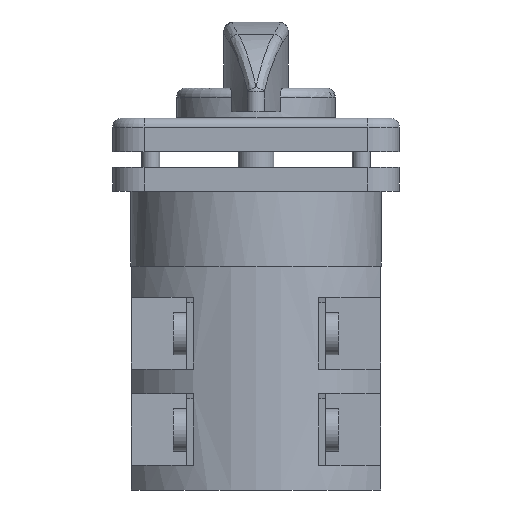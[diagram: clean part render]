
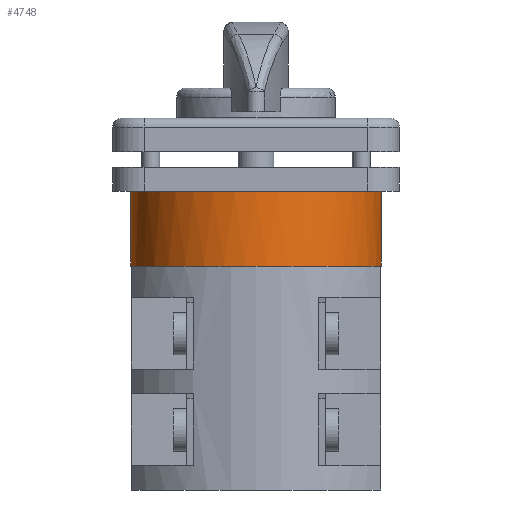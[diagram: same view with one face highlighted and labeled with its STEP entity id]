
A CAD part, front view. The second image highlights one B-rep face of the part: STEP entity #4748.
In plain terms, the highlighted cylindrical face has radius 28 mm (diameter 56 mm), a partial arc.
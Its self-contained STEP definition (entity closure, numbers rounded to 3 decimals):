
#128 = CARTESIAN_POINT ( 'NONE',  ( -27.8, -3.341, 0. ) ) ;
#1082 = DIRECTION ( 'NONE',  ( -1., 0., 0. ) ) ;
#1211 = VERTEX_POINT ( 'NONE', #2333 ) ;
#1582 = EDGE_CURVE ( 'NONE', #11020, #11626, #2183, .T. ) ;
#1595 = LINE ( 'NONE', #4147, #6750 ) ;
#1606 = EDGE_CURVE ( 'NONE', #5803, #11020, #10194, .T. ) ;
#1660 = DIRECTION ( 'NONE',  ( 0., 0., 1. ) ) ;
#1745 = EDGE_CURVE ( 'NONE', #11626, #3072, #12666, .T. ) ;
#1762 = CYLINDRICAL_SURFACE ( 'NONE', #11880, 28. ) ;
#2100 = CARTESIAN_POINT ( 'NONE',  ( 28., 0., 0. ) ) ;
#2183 = CIRCLE ( 'NONE', #10099, 28. ) ;
#2333 = CARTESIAN_POINT ( 'NONE',  ( 28., 0., 16.7 ) ) ;
#2364 = DIRECTION ( 'NONE',  ( 0., 0., -1. ) ) ;
#2370 = CARTESIAN_POINT ( 'NONE',  ( 0., 0., 0. ) ) ;
#2621 = CARTESIAN_POINT ( 'NONE',  ( 27.8, -3.341, 0. ) ) ;
#2963 = FACE_OUTER_BOUND ( 'NONE', #5038, .T. ) ;
#3072 = VERTEX_POINT ( 'NONE', #2100 ) ;
#3231 = CARTESIAN_POINT ( 'NONE',  ( -28., 0., 16.7 ) ) ;
#3312 = CARTESIAN_POINT ( 'NONE',  ( 0., 0., 0. ) ) ;
#3359 = DIRECTION ( 'NONE',  ( 1., 0., 0. ) ) ;
#3392 = ORIENTED_EDGE ( 'NONE', *, *, #5926, .F. ) ;
#3748 = AXIS2_PLACEMENT_3D ( 'NONE', #7549, #1660, #8609 ) ;
#4147 = CARTESIAN_POINT ( 'NONE',  ( -28., 0., 22. ) ) ;
#4282 = AXIS2_PLACEMENT_3D ( 'NONE', #2370, #9384, #3359 ) ;
#4300 = DIRECTION ( 'NONE',  ( 1., 0., 0. ) ) ;
#4459 = DIRECTION ( 'NONE',  ( 0., 0., -1. ) ) ;
#4748 = ADVANCED_FACE ( 'NONE', ( #2963 ), #1762, .T. ) ;
#4836 = ORIENTED_EDGE ( 'NONE', *, *, #1582, .T. ) ;
#5038 = EDGE_LOOP ( 'NONE', ( #3392, #9979, #5719, #8529, #4836, #8758 ) ) ;
#5160 = CARTESIAN_POINT ( 'NONE',  ( -28., 0., 0. ) ) ;
#5391 = LINE ( 'NONE', #7388, #12655 ) ;
#5719 = ORIENTED_EDGE ( 'NONE', *, *, #5806, .T. ) ;
#5803 = VERTEX_POINT ( 'NONE', #5160 ) ;
#5806 = EDGE_CURVE ( 'NONE', #7981, #5803, #1595, .T. ) ;
#5926 = EDGE_CURVE ( 'NONE', #1211, #3072, #5391, .T. ) ;
#6100 = DIRECTION ( 'NONE',  ( 0., 0., -1. ) ) ;
#6750 = VECTOR ( 'NONE', #6100, 1000. ) ;
#7388 = CARTESIAN_POINT ( 'NONE',  ( 28., 0., 22. ) ) ;
#7549 = CARTESIAN_POINT ( 'NONE',  ( 0., 0., 0. ) ) ;
#7973 = DIRECTION ( 'NONE',  ( 0., 0., -1. ) ) ;
#7981 = VERTEX_POINT ( 'NONE', #3231 ) ;
#8315 = CARTESIAN_POINT ( 'NONE',  ( 0., 0., 16.7 ) ) ;
#8529 = ORIENTED_EDGE ( 'NONE', *, *, #1606, .T. ) ;
#8585 = AXIS2_PLACEMENT_3D ( 'NONE', #8315, #2364, #9377 ) ;
#8609 = DIRECTION ( 'NONE',  ( 1., 0., 0. ) ) ;
#8758 = ORIENTED_EDGE ( 'NONE', *, *, #1745, .T. ) ;
#9377 = DIRECTION ( 'NONE',  ( -1., 0., 0. ) ) ;
#9384 = DIRECTION ( 'NONE',  ( 0., 0., 1. ) ) ;
#9979 = ORIENTED_EDGE ( 'NONE', *, *, #10388, .T. ) ;
#10099 = AXIS2_PLACEMENT_3D ( 'NONE', #3312, #10364, #4300 ) ;
#10194 = CIRCLE ( 'NONE', #4282, 28. ) ;
#10364 = DIRECTION ( 'NONE',  ( 0., 0., 1. ) ) ;
#10388 = EDGE_CURVE ( 'NONE', #1211, #7981, #10968, .T. ) ;
#10968 = CIRCLE ( 'NONE', #8585, 28. ) ;
#11020 = VERTEX_POINT ( 'NONE', #128 ) ;
#11626 = VERTEX_POINT ( 'NONE', #2621 ) ;
#11880 = AXIS2_PLACEMENT_3D ( 'NONE', #11973, #7973, #1082 ) ;
#11973 = CARTESIAN_POINT ( 'NONE',  ( 0., 0., 22. ) ) ;
#12655 = VECTOR ( 'NONE', #4459, 1000. ) ;
#12666 = CIRCLE ( 'NONE', #3748, 28. ) ;
